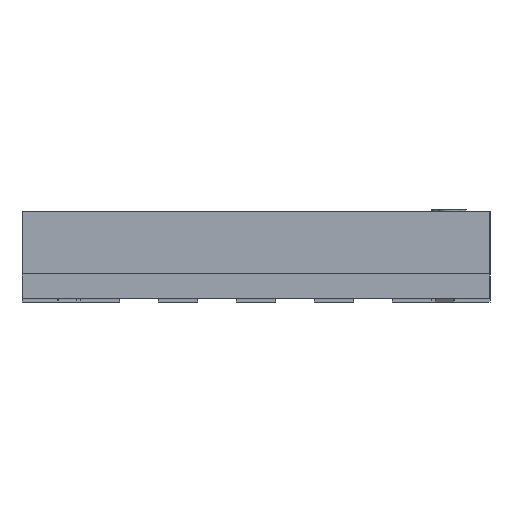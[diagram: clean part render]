
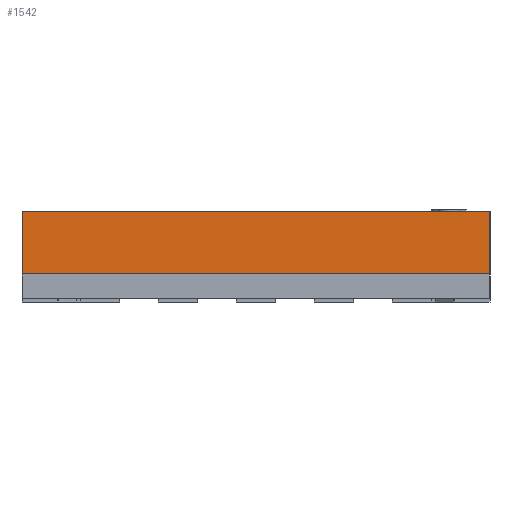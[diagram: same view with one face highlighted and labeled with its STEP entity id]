
A CAD part, left-side view. The second image highlights one B-rep face of the part: STEP entity #1542.
In plain terms, the highlighted planar face has unit normal (-1, 0, 0).
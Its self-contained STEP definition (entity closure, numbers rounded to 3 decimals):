
#324 = CARTESIAN_POINT ( 'NONE',  ( -1.5, -1.5, 0. ) ) ;
#538 = EDGE_CURVE ( 'NONE', #8913, #12882, #4825, .T. ) ;
#1110 = VERTEX_POINT ( 'NONE', #1484 ) ;
#1156 = VECTOR ( 'NONE', #5843, 1000. ) ;
#1484 = CARTESIAN_POINT ( 'NONE',  ( -1.5, 1.5, 0.4 ) ) ;
#1542 = ADVANCED_FACE ( 'NONE', ( #17219 ), #17132, .F. ) ;
#2434 = VECTOR ( 'NONE', #6279, 1000. ) ;
#3732 = ORIENTED_EDGE ( 'NONE', *, *, #5859, .T. ) ;
#3768 = DIRECTION ( 'NONE',  ( 0., 0., -1. ) ) ;
#4825 = LINE ( 'NONE', #15579, #16761 ) ;
#5172 = CARTESIAN_POINT ( 'NONE',  ( -1.5, 1.5, 0.4 ) ) ;
#5843 = DIRECTION ( 'NONE',  ( 0., 0., -1. ) ) ;
#5859 = EDGE_CURVE ( 'NONE', #1110, #15363, #6910, .T. ) ;
#5934 = CARTESIAN_POINT ( 'NONE',  ( -1.5, 1.5, 0.4 ) ) ;
#6279 = DIRECTION ( 'NONE',  ( 0., -1., 0. ) ) ;
#6395 = DIRECTION ( 'NONE',  ( 0., 0., -1. ) ) ;
#6834 = CARTESIAN_POINT ( 'NONE',  ( -1.5, 1.5, 0. ) ) ;
#6910 = LINE ( 'NONE', #5934, #1156 ) ;
#6982 = ORIENTED_EDGE ( 'NONE', *, *, #8609, .T. ) ;
#7262 = VECTOR ( 'NONE', #16792, 1000. ) ;
#7608 = DIRECTION ( 'NONE',  ( 1., 0., 0. ) ) ;
#8311 = AXIS2_PLACEMENT_3D ( 'NONE', #5172, #7608, #3768 ) ;
#8609 = EDGE_CURVE ( 'NONE', #15363, #12882, #16870, .T. ) ;
#8847 = ORIENTED_EDGE ( 'NONE', *, *, #538, .F. ) ;
#8913 = VERTEX_POINT ( 'NONE', #17010 ) ;
#9421 = EDGE_LOOP ( 'NONE', ( #6982, #8847, #10944, #3732 ) ) ;
#10944 = ORIENTED_EDGE ( 'NONE', *, *, #16898, .F. ) ;
#12679 = CARTESIAN_POINT ( 'NONE',  ( -1.5, 1.5, 0. ) ) ;
#12882 = VERTEX_POINT ( 'NONE', #324 ) ;
#13263 = CARTESIAN_POINT ( 'NONE',  ( -1.5, 1.5, 0.4 ) ) ;
#15363 = VERTEX_POINT ( 'NONE', #6834 ) ;
#15579 = CARTESIAN_POINT ( 'NONE',  ( -1.5, -1.5, 0.4 ) ) ;
#15624 = LINE ( 'NONE', #13263, #2434 ) ;
#16761 = VECTOR ( 'NONE', #6395, 1000. ) ;
#16792 = DIRECTION ( 'NONE',  ( 0., -1., 0. ) ) ;
#16870 = LINE ( 'NONE', #12679, #7262 ) ;
#16898 = EDGE_CURVE ( 'NONE', #1110, #8913, #15624, .T. ) ;
#17010 = CARTESIAN_POINT ( 'NONE',  ( -1.5, -1.5, 0.4 ) ) ;
#17132 = PLANE ( 'NONE',  #8311 ) ;
#17219 = FACE_OUTER_BOUND ( 'NONE', #9421, .T. ) ;
